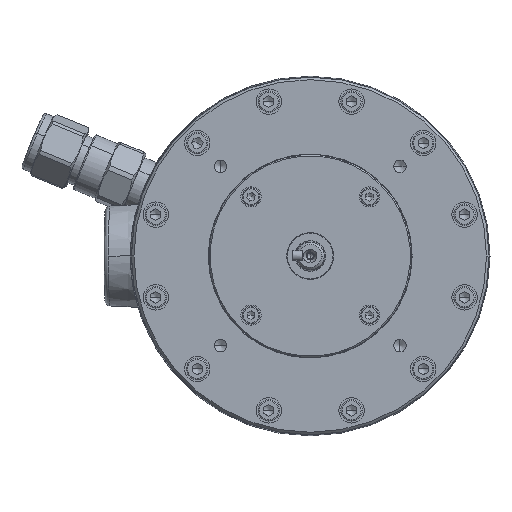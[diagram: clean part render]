
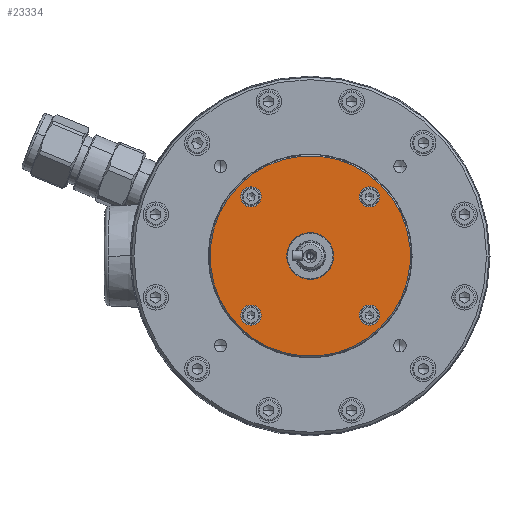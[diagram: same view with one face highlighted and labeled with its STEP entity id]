
A CAD part, left-side view. The second image highlights one B-rep face of the part: STEP entity #23334.
In plain terms, the highlighted planar face has unit normal (-1, 0, 0).
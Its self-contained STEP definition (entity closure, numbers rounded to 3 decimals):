
#14047=CARTESIAN_POINT('',(-16.,-6.505,6.505));
#14048=VERTEX_POINT('',#14047);
#14057=CARTESIAN_POINT('',(-16.,6.505,-6.505));
#14058=VERTEX_POINT('',#14057);
#14059=CARTESIAN_POINT('',(-16.,0.,0.));
#14060=DIRECTION('',(1.,0.,0.));
#14061=DIRECTION('',(0.,-0.707,0.707));
#14062=AXIS2_PLACEMENT_3D('',#14059,#14060,#14061);
#14063=CIRCLE('',#14062,9.2);
#14064=EDGE_CURVE('',#14058,#14048,#14063,.T.);
#14091=CARTESIAN_POINT('',(-16.,-27.931,27.931));
#14092=VERTEX_POINT('',#14091);
#14108=CARTESIAN_POINT('',(-16.,27.931,-27.931));
#14109=VERTEX_POINT('',#14108);
#14116=CARTESIAN_POINT('',(-16.,0.,0.));
#14117=DIRECTION('',(1.0,0.,0.));
#14118=DIRECTION('',(0.,-0.707,0.707));
#14119=AXIS2_PLACEMENT_3D('',#14116,#14117,#14118);
#14120=CIRCLE('',#14119,39.5);
#14121=EDGE_CURVE('',#14109,#14092,#14120,.T.);
#14154=CARTESIAN_POINT('',(-16.,20.506,26.163));
#14155=VERTEX_POINT('',#14154);
#14171=CARTESIAN_POINT('',(-16.,26.163,20.506));
#14172=VERTEX_POINT('',#14171);
#14179=CARTESIAN_POINT('',(-16.,23.335,23.335));
#14180=DIRECTION('',(1.0,0.,0.));
#14181=DIRECTION('',(0.,-0.707,0.707));
#14182=AXIS2_PLACEMENT_3D('',#14179,#14180,#14181);
#14183=CIRCLE('',#14182,4.0);
#14184=EDGE_CURVE('',#14155,#14172,#14183,.T.);
#14196=CARTESIAN_POINT('',(-16.,-26.163,-20.506));
#14197=VERTEX_POINT('',#14196);
#14213=CARTESIAN_POINT('',(-16.,-20.506,-26.163));
#14214=VERTEX_POINT('',#14213);
#14221=CARTESIAN_POINT('',(-16.,-23.335,-23.335));
#14222=DIRECTION('',(1.0,0.,0.));
#14223=DIRECTION('',(0.,-0.707,0.707));
#14224=AXIS2_PLACEMENT_3D('',#14221,#14222,#14223);
#14225=CIRCLE('',#14224,4.0);
#14226=EDGE_CURVE('',#14197,#14214,#14225,.T.);
#14259=CARTESIAN_POINT('',(-16.,20.506,-20.506));
#14260=VERTEX_POINT('',#14259);
#14276=CARTESIAN_POINT('',(-16.,26.163,-26.163));
#14277=VERTEX_POINT('',#14276);
#14284=CARTESIAN_POINT('',(-16.,23.335,-23.335));
#14285=DIRECTION('',(1.0,0.,0.));
#14286=DIRECTION('',(0.,-0.707,0.707));
#14287=AXIS2_PLACEMENT_3D('',#14284,#14285,#14286);
#14288=CIRCLE('',#14287,4.0);
#14289=EDGE_CURVE('',#14260,#14277,#14288,.T.);
#14301=CARTESIAN_POINT('',(-16.,-20.506,20.506));
#14302=VERTEX_POINT('',#14301);
#14318=CARTESIAN_POINT('',(-16.,-26.163,26.163));
#14319=VERTEX_POINT('',#14318);
#14326=CARTESIAN_POINT('',(-16.,-23.335,23.335));
#14327=DIRECTION('',(1.0,0.,0.));
#14328=DIRECTION('',(0.,0.707,-0.707));
#14329=AXIS2_PLACEMENT_3D('',#14326,#14327,#14328);
#14330=CIRCLE('',#14329,4.0);
#14331=EDGE_CURVE('',#14302,#14319,#14330,.T.);
#23101=CARTESIAN_POINT('',(-16.,-23.335,23.335));
#23102=DIRECTION('',(1.0,0.,0.));
#23103=DIRECTION('',(0.,0.707,-0.707));
#23104=AXIS2_PLACEMENT_3D('',#23101,#23102,#23103);
#23105=CIRCLE('',#23104,4.0);
#23106=EDGE_CURVE('',#14319,#14302,#23105,.T.);
#23160=CARTESIAN_POINT('',(-16.,23.335,-23.335));
#23161=DIRECTION('',(1.0,0.,0.));
#23162=DIRECTION('',(0.,-0.707,0.707));
#23163=AXIS2_PLACEMENT_3D('',#23160,#23161,#23162);
#23164=CIRCLE('',#23163,4.0);
#23165=EDGE_CURVE('',#14277,#14260,#23164,.T.);
#23204=CARTESIAN_POINT('',(-16.,-23.335,-23.335));
#23205=DIRECTION('',(1.0,0.,0.));
#23206=DIRECTION('',(0.,-0.707,0.707));
#23207=AXIS2_PLACEMENT_3D('',#23204,#23205,#23206);
#23208=CIRCLE('',#23207,4.0);
#23209=EDGE_CURVE('',#14214,#14197,#23208,.T.);
#23269=CARTESIAN_POINT('',(-16.,23.335,23.335));
#23270=DIRECTION('',(1.0,0.,0.));
#23271=DIRECTION('',(0.,-0.707,0.707));
#23272=AXIS2_PLACEMENT_3D('',#23269,#23270,#23271);
#23273=CIRCLE('',#23272,4.0);
#23274=EDGE_CURVE('',#14172,#14155,#23273,.T.);
#23287=CARTESIAN_POINT('',(-16.,0.,0.));
#23288=DIRECTION('',(1.0,0.,0.));
#23289=DIRECTION('',(0.,-0.707,0.707));
#23290=AXIS2_PLACEMENT_3D('',#23287,#23288,#23289);
#23291=CIRCLE('',#23290,39.5);
#23292=EDGE_CURVE('',#14092,#14109,#23291,.T.);
#23299=CARTESIAN_POINT('',(-16.,0.,0.));
#23300=DIRECTION('',(-1.0,0.0,0.0));
#23301=DIRECTION('',(0.0,-0.707,0.707));
#23302=AXIS2_PLACEMENT_3D('',#23299,#23300,#23301);
#23303=PLANE('',#23302);
#23304=ORIENTED_EDGE('',*,*,#14121,.F.);
#23305=ORIENTED_EDGE('',*,*,#23292,.F.);
#23306=EDGE_LOOP('',(#23304,#23305));
#23307=FACE_OUTER_BOUND('',#23306,.T.);
#23308=ORIENTED_EDGE('',*,*,#14331,.T.);
#23309=ORIENTED_EDGE('',*,*,#23106,.T.);
#23310=EDGE_LOOP('',(#23308,#23309));
#23311=FACE_BOUND('',#23310,.T.);
#23312=ORIENTED_EDGE('',*,*,#14289,.T.);
#23313=ORIENTED_EDGE('',*,*,#23165,.T.);
#23314=EDGE_LOOP('',(#23312,#23313));
#23315=FACE_BOUND('',#23314,.T.);
#23316=ORIENTED_EDGE('',*,*,#14226,.T.);
#23317=ORIENTED_EDGE('',*,*,#23209,.T.);
#23318=EDGE_LOOP('',(#23316,#23317));
#23319=FACE_BOUND('',#23318,.T.);
#23320=ORIENTED_EDGE('',*,*,#14184,.T.);
#23321=ORIENTED_EDGE('',*,*,#23274,.T.);
#23322=EDGE_LOOP('',(#23320,#23321));
#23323=FACE_BOUND('',#23322,.T.);
#23324=ORIENTED_EDGE('',*,*,#14064,.T.);
#23325=CARTESIAN_POINT('',(-16.,0.,0.));
#23326=DIRECTION('',(1.,0.,0.));
#23327=DIRECTION('',(0.,-0.707,0.707));
#23328=AXIS2_PLACEMENT_3D('',#23325,#23326,#23327);
#23329=CIRCLE('',#23328,9.2);
#23330=EDGE_CURVE('',#14048,#14058,#23329,.T.);
#23331=ORIENTED_EDGE('',*,*,#23330,.T.);
#23332=EDGE_LOOP('',(#23324,#23331));
#23333=FACE_BOUND('',#23332,.T.);
#23334=ADVANCED_FACE('',(#23307,#23311,#23315,#23319,#23323,#23333),#23303,.T.);
